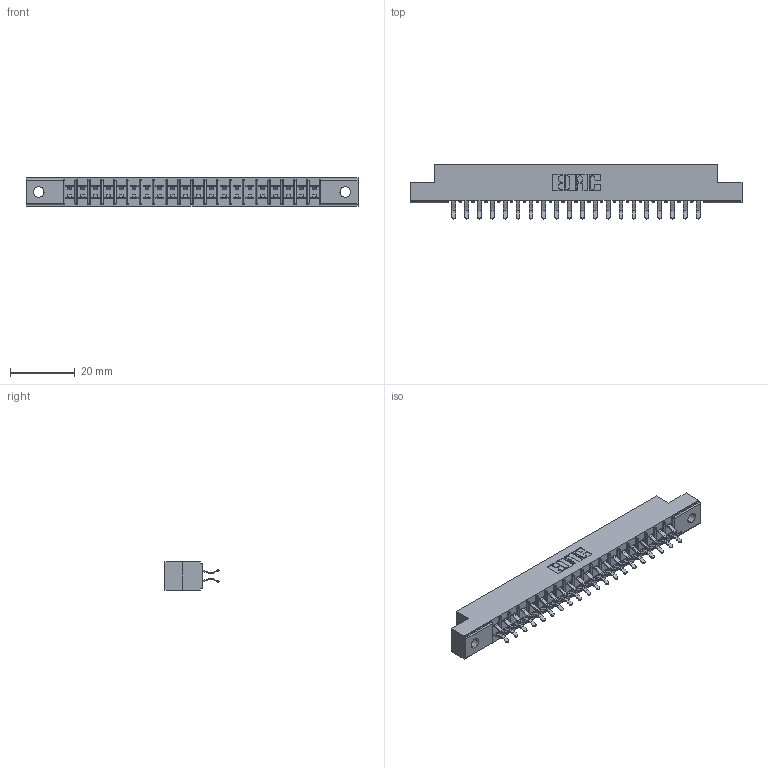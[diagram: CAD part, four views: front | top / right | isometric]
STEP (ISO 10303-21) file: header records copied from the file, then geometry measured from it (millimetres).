
FILE_DESCRIPTION (( 'STEP AP203' ), '1' );
FILE_NAME ('315-040-556-202.STEP', '2019-09-10T17:24:34', ( '' ), ( '' ), 'SwSTEP 2.0', 'SolidWorks 2016', '' );
FILE_SCHEMA (( 'CONFIG_CONTROL_DESIGN' ));
Length unit declared in the file: inch
Products named in the file (3): 305-290-001_556; 305 Part_.128 Dia; 315-040-556-202
Assembly tree (41 placements, depth 2):
  315-040-556-202
    305 Part_.128 Dia
    305-290-001_556  x40
Bounding box: 102.26 x 16.64 x 8.71 mm (x, y, z)
Volume: 6377.7 mm3; surface area: 11678.5 mm2
Topology: 41 solids, 41 shells, 2356 faces, 6776 edges, 4408 vertices
Faces by surface type: plane 1308, cylinder 968, sphere 80
Entity records: 24557 total; most frequent: CARTESIAN_POINT 4066, ORIENTED_EDGE 4032, DIRECTION 3954, EDGE_CURVE 2016, LINE 1602, VECTOR 1602, VERTEX_POINT 1288, AXIS2_PLACEMENT_3D 1176
